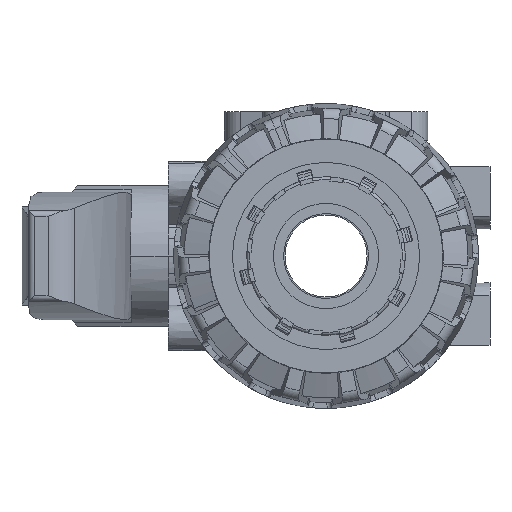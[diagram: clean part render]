
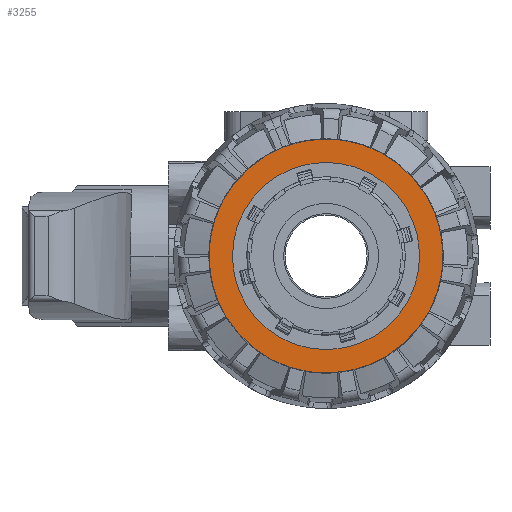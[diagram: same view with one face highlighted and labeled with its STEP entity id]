
A CAD part, left-side view. The second image highlights one B-rep face of the part: STEP entity #3255.
In plain terms, the highlighted planar face has unit normal (-1, 0, 0).
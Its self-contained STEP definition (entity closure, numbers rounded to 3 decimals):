
#3255=ADVANCED_FACE('',(#7350,#7351),#7352,.T.);
#7350=FACE_BOUND('',#12403,.T.);
#7351=FACE_OUTER_BOUND('',#12404,.T.);
#7352=PLANE('',#12405);
#12403=EDGE_LOOP('',(#22297,#22298));
#12404=EDGE_LOOP('',(#22299,#22300));
#12405=AXIS2_PLACEMENT_3D('',#22301,#22302,#22303);
#22297=ORIENTED_EDGE('',*,*,#31669,.T.);
#22298=ORIENTED_EDGE('',*,*,#32667,.T.);
#22299=ORIENTED_EDGE('',*,*,#33137,.T.);
#22300=ORIENTED_EDGE('',*,*,#31612,.T.);
#22301=CARTESIAN_POINT('',(-42.4,-9.613,3.837));
#22302=DIRECTION('',(-1.0,0.,0.));
#22303=DIRECTION('',(0.,0.929,-0.371));
#31612=EDGE_CURVE('',#38336,#38334,#38337,.T.);
#31669=EDGE_CURVE('',#38435,#38439,#38441,.T.);
#32667=EDGE_CURVE('',#38439,#38435,#39885,.T.);
#33137=EDGE_CURVE('',#38334,#38336,#40602,.T.);
#38334=VERTEX_POINT('',#48780);
#38336=VERTEX_POINT('',#48783);
#38337=CIRCLE('',#48784,20.7);
#38435=VERTEX_POINT('',#48918);
#38439=VERTEX_POINT('',#48923);
#38441=CIRCLE('',#48926,16.55);
#39885=CIRCLE('',#52072,16.55);
#40602=CIRCLE('',#53971,20.7);
#48780=CARTESIAN_POINT('',(-42.4,-19.225,7.674));
#48783=CARTESIAN_POINT('',(-42.4,19.225,-7.674));
#48784=AXIS2_PLACEMENT_3D('',#65565,#65566,#65567);
#48918=CARTESIAN_POINT('',(-42.4,-15.371,6.135));
#48923=CARTESIAN_POINT('',(-42.4,15.371,-6.135));
#48926=AXIS2_PLACEMENT_3D('',#65693,#65694,#65695);
#52072=AXIS2_PLACEMENT_3D('',#66733,#66734,#66735);
#53971=AXIS2_PLACEMENT_3D('',#67189,#67190,#67191);
#65565=CARTESIAN_POINT('',(-42.4,0.,0.));
#65566=DIRECTION('',(-1.0,0.,0.));
#65567=DIRECTION('',(0.,-0.929,0.371));
#65693=CARTESIAN_POINT('',(-42.4,0.,0.));
#65694=DIRECTION('',(1.0,0.,0.));
#65695=DIRECTION('',(0.,-0.929,0.371));
#66733=CARTESIAN_POINT('',(-42.4,0.,0.));
#66734=DIRECTION('',(1.0,0.,0.));
#66735=DIRECTION('',(0.,-0.929,0.371));
#67189=CARTESIAN_POINT('',(-42.4,0.,0.));
#67190=DIRECTION('',(-1.0,0.,0.));
#67191=DIRECTION('',(0.,-0.929,0.371));
